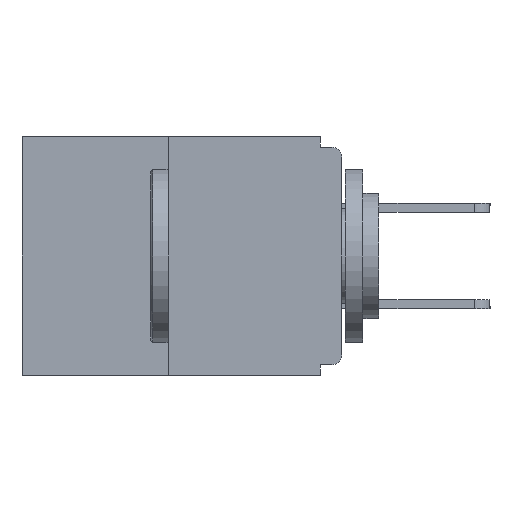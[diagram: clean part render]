
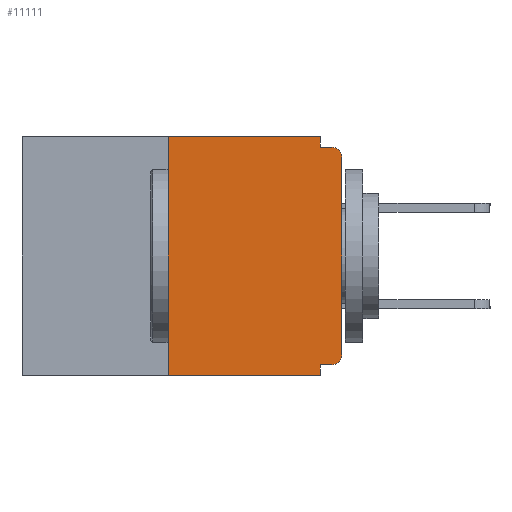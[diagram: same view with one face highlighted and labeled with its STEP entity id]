
A CAD part, left-side view. The second image highlights one B-rep face of the part: STEP entity #11111.
In plain terms, the highlighted planar face has unit normal (-1, 0, 0).
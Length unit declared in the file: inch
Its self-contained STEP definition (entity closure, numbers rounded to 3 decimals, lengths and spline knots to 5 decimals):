
#112 = CARTESIAN_POINT ( 'NONE',  ( 0., 0.25, 0. ) ) ;
#608 = VECTOR ( 'NONE', #20728, 39.37008 ) ;
#707 = CARTESIAN_POINT ( 'NONE',  ( 0., 0.015, -0.015 ) ) ;
#711 = DIRECTION ( 'NONE',  ( 0., 0., -1. ) ) ;
#1261 = LINE ( 'NONE', #18943, #7582 ) ;
#1523 = DIRECTION ( 'NONE',  ( 0., 0., -1. ) ) ;
#1819 = AXIS2_PLACEMENT_3D ( 'NONE', #12451, #22536, #5863 ) ;
#2286 = CARTESIAN_POINT ( 'NONE',  ( 0., 0.015, -0.313 ) ) ;
#3361 = VERTEX_POINT ( 'NONE', #14367 ) ;
#3371 = EDGE_CURVE ( 'NONE', #3361, #19093, #21945, .T. ) ;
#3432 = DIRECTION ( 'NONE',  ( 0., -1., 0. ) ) ;
#3452 = DIRECTION ( 'NONE',  ( 0., 0., 1. ) ) ;
#4659 = ORIENTED_EDGE ( 'NONE', *, *, #17348, .F. ) ;
#4906 = VECTOR ( 'NONE', #23654, 39.37008 ) ;
#5415 = DIRECTION ( 'NONE',  ( 0., 0., -1. ) ) ;
#5863 = DIRECTION ( 'NONE',  ( 0., 0., -1. ) ) ;
#6368 = AXIS2_PLACEMENT_3D ( 'NONE', #7881, #25864, #1523 ) ;
#6951 = AXIS2_PLACEMENT_3D ( 'NONE', #2286, #18657, #20240 ) ;
#7114 = LINE ( 'NONE', #21527, #9025 ) ;
#7294 = EDGE_CURVE ( 'NONE', #15846, #19740, #14144, .T. ) ;
#7582 = VECTOR ( 'NONE', #711, 39.37008 ) ;
#7881 = CARTESIAN_POINT ( 'NONE',  ( 0., 0.015, -0.03 ) ) ;
#8427 = LINE ( 'NONE', #17551, #12882 ) ;
#9025 = VECTOR ( 'NONE', #25284, 39.37008 ) ;
#9492 = CARTESIAN_POINT ( 'NONE',  ( 0., 0.46, 0. ) ) ;
#11111 = ADVANCED_FACE ( 'NONE', ( #25344 ), #24489, .F. ) ;
#11128 = VERTEX_POINT ( 'NONE', #16343 ) ;
#11572 = CARTESIAN_POINT ( 'NONE',  ( 0., 0.25, 0. ) ) ;
#11708 = ORIENTED_EDGE ( 'NONE', *, *, #17570, .F. ) ;
#11928 = CARTESIAN_POINT ( 'NONE',  ( 0., 0.031, 0. ) ) ;
#12451 = CARTESIAN_POINT ( 'NONE',  ( 0., 0.46, 0. ) ) ;
#12545 = LINE ( 'NONE', #11572, #16673 ) ;
#12882 = VECTOR ( 'NONE', #5415, 39.37008 ) ;
#13197 = VERTEX_POINT ( 'NONE', #22765 ) ;
#13817 = CARTESIAN_POINT ( 'NONE',  ( 0., 0.25, -0.343 ) ) ;
#13934 = CIRCLE ( 'NONE', #6368, 0.015 ) ;
#14119 = ORIENTED_EDGE ( 'NONE', *, *, #3371, .F. ) ;
#14144 = LINE ( 'NONE', #25072, #15109 ) ;
#14367 = CARTESIAN_POINT ( 'NONE',  ( 0., 0.031, -0.015 ) ) ;
#14457 = CARTESIAN_POINT ( 'NONE',  ( 0., 0., -0.015 ) ) ;
#15099 = ORIENTED_EDGE ( 'NONE', *, *, #7294, .T. ) ;
#15109 = VECTOR ( 'NONE', #3432, 39.37008 ) ;
#15846 = VERTEX_POINT ( 'NONE', #13817 ) ;
#16341 = EDGE_CURVE ( 'NONE', #18343, #3361, #8427, .T. ) ;
#16343 = CARTESIAN_POINT ( 'NONE',  ( 0., 0.031, -0.328 ) ) ;
#16495 = CARTESIAN_POINT ( 'NONE',  ( 0., 0., 0. ) ) ;
#16613 = ORIENTED_EDGE ( 'NONE', *, *, #16764, .F. ) ;
#16673 = VECTOR ( 'NONE', #3452, 39.37008 ) ;
#16764 = EDGE_CURVE ( 'NONE', #15846, #22350, #12545, .T. ) ;
#16794 = CARTESIAN_POINT ( 'NONE',  ( 0., 0., -0.03 ) ) ;
#16833 = VERTEX_POINT ( 'NONE', #23525 ) ;
#17327 = ORIENTED_EDGE ( 'NONE', *, *, #25606, .F. ) ;
#17348 = EDGE_CURVE ( 'NONE', #13197, #11128, #7114, .T. ) ;
#17551 = CARTESIAN_POINT ( 'NONE',  ( 0., 0.031, 0. ) ) ;
#17570 = EDGE_CURVE ( 'NONE', #22350, #18343, #20720, .T. ) ;
#18288 = EDGE_LOOP ( 'NONE', ( #11708, #16613, #15099, #17327, #4659, #18808, #25294, #18911, #14119, #21506 ) ) ;
#18343 = VERTEX_POINT ( 'NONE', #11928 ) ;
#18657 = DIRECTION ( 'NONE',  ( -1., 0., 0. ) ) ;
#18808 = ORIENTED_EDGE ( 'NONE', *, *, #23125, .T. ) ;
#18911 = ORIENTED_EDGE ( 'NONE', *, *, #19885, .T. ) ;
#18943 = CARTESIAN_POINT ( 'NONE',  ( 0., 0.031, -0.343 ) ) ;
#19093 = VERTEX_POINT ( 'NONE', #707 ) ;
#19740 = VERTEX_POINT ( 'NONE', #21016 ) ;
#19885 = EDGE_CURVE ( 'NONE', #25091, #19093, #13934, .T. ) ;
#20240 = DIRECTION ( 'NONE',  ( 0., 0., -1. ) ) ;
#20720 = LINE ( 'NONE', #9492, #4906 ) ;
#20728 = DIRECTION ( 'NONE',  ( 0., 0., 1. ) ) ;
#21016 = CARTESIAN_POINT ( 'NONE',  ( 0., 0.031, -0.343 ) ) ;
#21318 = CIRCLE ( 'NONE', #6951, 0.015 ) ;
#21379 = EDGE_CURVE ( 'NONE', #16833, #25091, #24022, .T. ) ;
#21506 = ORIENTED_EDGE ( 'NONE', *, *, #16341, .F. ) ;
#21527 = CARTESIAN_POINT ( 'NONE',  ( 0., 0., -0.328 ) ) ;
#21619 = VECTOR ( 'NONE', #22620, 39.37008 ) ;
#21945 = LINE ( 'NONE', #14457, #21619 ) ;
#22350 = VERTEX_POINT ( 'NONE', #112 ) ;
#22536 = DIRECTION ( 'NONE',  ( 1., 0., 0. ) ) ;
#22620 = DIRECTION ( 'NONE',  ( 0., -1., 0. ) ) ;
#22765 = CARTESIAN_POINT ( 'NONE',  ( 0., 0.015, -0.328 ) ) ;
#23125 = EDGE_CURVE ( 'NONE', #13197, #16833, #21318, .T. ) ;
#23525 = CARTESIAN_POINT ( 'NONE',  ( 0., 0., -0.313 ) ) ;
#23654 = DIRECTION ( 'NONE',  ( 0., -1., 0. ) ) ;
#24022 = LINE ( 'NONE', #16495, #608 ) ;
#24489 = PLANE ( 'NONE',  #1819 ) ;
#25072 = CARTESIAN_POINT ( 'NONE',  ( 0., 0.46, -0.343 ) ) ;
#25091 = VERTEX_POINT ( 'NONE', #16794 ) ;
#25284 = DIRECTION ( 'NONE',  ( 0., 1., 0. ) ) ;
#25294 = ORIENTED_EDGE ( 'NONE', *, *, #21379, .T. ) ;
#25344 = FACE_OUTER_BOUND ( 'NONE', #18288, .T. ) ;
#25606 = EDGE_CURVE ( 'NONE', #11128, #19740, #1261, .T. ) ;
#25864 = DIRECTION ( 'NONE',  ( -1., 0., 0. ) ) ;
